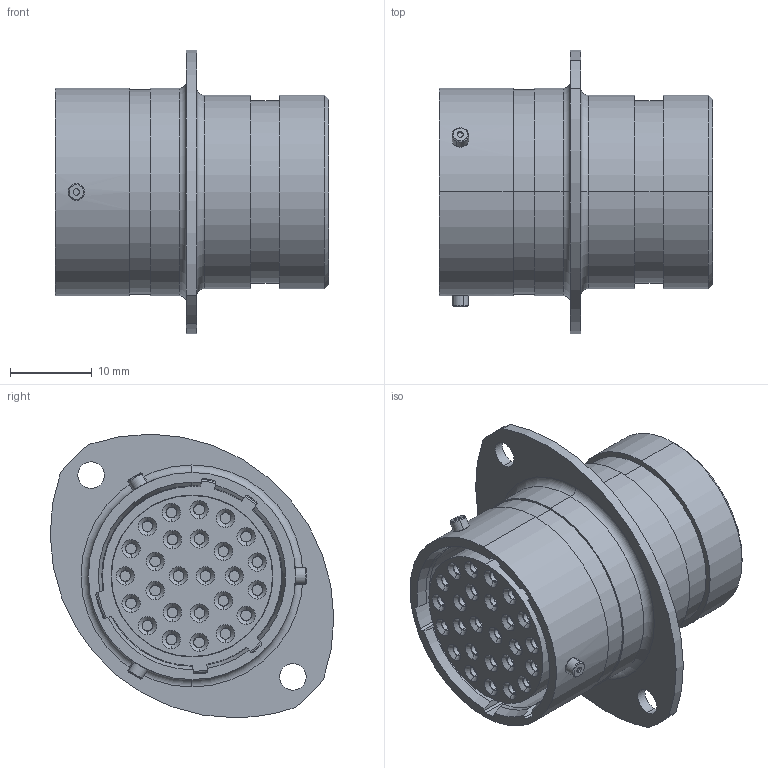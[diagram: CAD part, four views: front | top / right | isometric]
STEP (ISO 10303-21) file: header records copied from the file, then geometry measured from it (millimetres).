
FILE_DESCRIPTION (( 'STEP AP214' ), '1' );
FILE_NAME ('AS016-26SA.STEP', '2020-06-08T15:14:51', ( 'TE Connectivity' ), ( 'TE Connectivity' ), 'SwSTEP 2.0', 'SolidWorks 2016', '' );
FILE_SCHEMA (( 'AUTOMOTIVE_DESIGN' ));
Length unit declared in the file: millimetre
Products named in the file (1): AS016-26SA
Bounding box: 33.31 x 34.6 x 34.6 mm (x, y, z)
Volume: 12085.1 mm3; surface area: 14318.2 mm2
Topology: 9 solids, 9 shells, 632 faces, 1432 edges, 883 vertices
Faces by surface type: cylinder 261, torus 128, cone 124, plane 107, sphere 12
Entity records: 25435 total; most frequent: DIRECTION 3623, CARTESIAN_POINT 3200, ORIENTED_EDGE 2852, AXIS2_PLACEMENT_3D 1602, EDGE_CURVE 1426, CIRCLE 969, VERTEX_POINT 883, EDGE_LOOP 823
